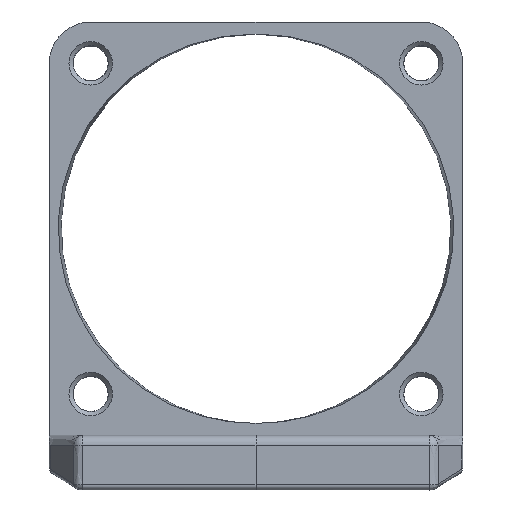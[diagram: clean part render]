
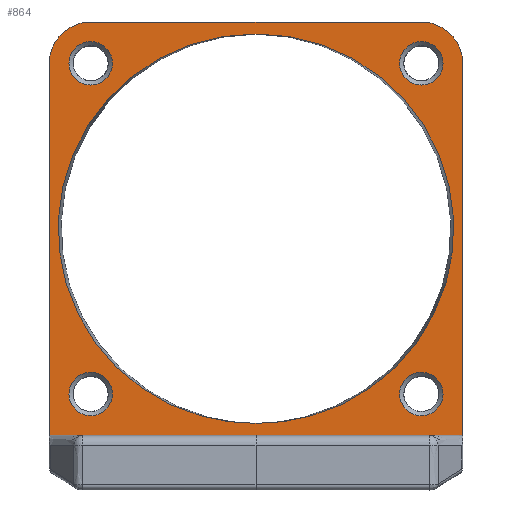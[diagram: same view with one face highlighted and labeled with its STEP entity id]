
A CAD part, front view. The second image highlights one B-rep face of the part: STEP entity #864.
In plain terms, the highlighted planar face has unit normal (0, -1, 0).
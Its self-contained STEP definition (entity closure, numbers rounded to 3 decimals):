
#43=FACE_BOUND('',#257,.T.);
#44=FACE_BOUND('',#258,.T.);
#45=FACE_BOUND('',#259,.T.);
#46=FACE_BOUND('',#260,.T.);
#47=FACE_BOUND('',#261,.T.);
#64=CIRCLE('',#926,2.1);
#65=CIRCLE('',#932,2.1);
#66=CIRCLE('',#934,4.);
#72=CIRCLE('',#949,4.);
#73=CIRCLE('',#950,2.1);
#74=CIRCLE('',#951,2.1);
#83=LINE('',#1452,#123);
#89=LINE('',#1643,#129);
#94=LINE('',#1669,#134);
#106=LINE('',#2030,#146);
#107=LINE('',#2035,#147);
#123=VECTOR('',#996,10.);
#129=VECTOR('',#1028,10.);
#134=VECTOR('',#1057,10.);
#146=VECTOR('',#1111,10.);
#147=VECTOR('',#1118,10.);
#163=PLANE('',#948);
#204=FACE_OUTER_BOUND('',#256,.T.);
#256=EDGE_LOOP('',(#753,#754,#755,#756,#757,#758,#759));
#257=EDGE_LOOP('',(#760,#761));
#258=EDGE_LOOP('',(#762));
#259=EDGE_LOOP('',(#763));
#260=EDGE_LOOP('',(#764));
#261=EDGE_LOOP('',(#765));
#277=ELLIPSE('',#920,19.008,18.835);
#281=ELLIPSE('',#947,19.008,18.835);
#361=VERTEX_POINT('',#1449);
#362=VERTEX_POINT('',#1451);
#374=VERTEX_POINT('',#1640);
#375=VERTEX_POINT('',#1642);
#380=VERTEX_POINT('',#1657);
#382=VERTEX_POINT('',#1660);
#384=VERTEX_POINT('',#1667);
#385=VERTEX_POINT('',#1671);
#396=VERTEX_POINT('',#1857);
#397=VERTEX_POINT('',#1861);
#405=VERTEX_POINT('',#2034);
#406=VERTEX_POINT('',#2037);
#407=VERTEX_POINT('',#2039);
#451=EDGE_CURVE('',#362,#361,#83,.T.);
#474=EDGE_CURVE('',#374,#375,#89,.T.);
#483=EDGE_CURVE('',#382,#380,#277,.T.);
#488=EDGE_CURVE('',#384,#374,#94,.T.);
#489=EDGE_CURVE('',#385,#385,#64,.T.);
#505=EDGE_CURVE('',#396,#396,#65,.T.);
#507=EDGE_CURVE('',#397,#384,#66,.T.);
#526=EDGE_CURVE('',#361,#375,#106,.T.);
#527=EDGE_CURVE('',#382,#380,#281,.T.);
#528=EDGE_CURVE('',#397,#405,#107,.T.);
#529=EDGE_CURVE('',#405,#362,#72,.T.);
#530=EDGE_CURVE('',#406,#406,#73,.T.);
#531=EDGE_CURVE('',#407,#407,#74,.T.);
#753=ORIENTED_EDGE('',*,*,#474,.F.);
#754=ORIENTED_EDGE('',*,*,#488,.F.);
#755=ORIENTED_EDGE('',*,*,#507,.F.);
#756=ORIENTED_EDGE('',*,*,#528,.T.);
#757=ORIENTED_EDGE('',*,*,#529,.T.);
#758=ORIENTED_EDGE('',*,*,#451,.T.);
#759=ORIENTED_EDGE('',*,*,#526,.T.);
#760=ORIENTED_EDGE('',*,*,#527,.F.);
#761=ORIENTED_EDGE('',*,*,#483,.T.);
#762=ORIENTED_EDGE('',*,*,#489,.F.);
#763=ORIENTED_EDGE('',*,*,#505,.F.);
#764=ORIENTED_EDGE('',*,*,#530,.T.);
#765=ORIENTED_EDGE('',*,*,#531,.T.);
#864=ADVANCED_FACE('',(#204,#43,#44,#45,#46,#47),#163,.T.);
#920=AXIS2_PLACEMENT_3D('',#1661,#1046,#1047);
#926=AXIS2_PLACEMENT_3D('',#1672,#1060,#1061);
#932=AXIS2_PLACEMENT_3D('',#1858,#1077,#1078);
#934=AXIS2_PLACEMENT_3D('',#1862,#1082,#1083);
#947=AXIS2_PLACEMENT_3D('',#2032,#1114,#1115);
#948=AXIS2_PLACEMENT_3D('',#2033,#1116,#1117);
#949=AXIS2_PLACEMENT_3D('',#2036,#1119,#1120);
#950=AXIS2_PLACEMENT_3D('',#2038,#1121,#1122);
#951=AXIS2_PLACEMENT_3D('',#2040,#1123,#1124);
#996=DIRECTION('',(0.,0.,-1.));
#1028=DIRECTION('',(-1.,0.,0.));
#1046=DIRECTION('center_axis',(0.,1.,0.));
#1047=DIRECTION('ref_axis',(-1.,0.,-0.02));
#1057=DIRECTION('',(0.,0.,-1.));
#1060=DIRECTION('center_axis',(0.,-1.,0.));
#1061=DIRECTION('ref_axis',(1.,0.,0.));
#1077=DIRECTION('center_axis',(0.,-1.,0.));
#1078=DIRECTION('ref_axis',(1.,0.,0.));
#1082=DIRECTION('center_axis',(0.,1.,0.));
#1083=DIRECTION('ref_axis',(1.,0.,0.));
#1111=DIRECTION('',(1.,0.,0.));
#1114=DIRECTION('center_axis',(0.,-1.,0.));
#1115=DIRECTION('ref_axis',(1.,0.,-0.02));
#1116=DIRECTION('center_axis',(0.,-1.,0.));
#1117=DIRECTION('ref_axis',(0.,0.,-1.));
#1118=DIRECTION('',(-1.,0.,0.));
#1119=DIRECTION('center_axis',(0.,-1.,0.));
#1120=DIRECTION('ref_axis',(-1.,0.,0.));
#1121=DIRECTION('center_axis',(0.,1.,0.));
#1122=DIRECTION('ref_axis',(-1.,0.,0.));
#1123=DIRECTION('center_axis',(0.,1.,0.));
#1124=DIRECTION('ref_axis',(-1.,0.,0.));
#1449=CARTESIAN_POINT('',(-11.476,-47.86,47.791));
#1451=CARTESIAN_POINT('',(-11.475,-47.86,83.791));
#1452=CARTESIAN_POINT('',(-11.476,-47.86,65.017));
#1640=CARTESIAN_POINT('',(28.525,-47.86,47.791));
#1642=CARTESIAN_POINT('',(8.525,-47.86,47.791));
#1643=CARTESIAN_POINT('',(7.382,-47.86,47.791));
#1657=CARTESIAN_POINT('',(8.525,-47.86,48.952));
#1660=CARTESIAN_POINT('',(8.525,-47.86,86.622));
#1661=CARTESIAN_POINT('Origin',(8.66,-47.86,67.787));
#1667=CARTESIAN_POINT('',(28.525,-47.86,83.791));
#1669=CARTESIAN_POINT('',(28.525,-47.86,65.017));
#1671=CARTESIAN_POINT('',(22.425,-47.86,51.791));
#1672=CARTESIAN_POINT('Origin',(24.525,-47.86,51.791));
#1857=CARTESIAN_POINT('',(22.424,-47.86,83.791));
#1858=CARTESIAN_POINT('Origin',(24.525,-47.86,83.791));
#1861=CARTESIAN_POINT('',(24.525,-47.86,87.791));
#1862=CARTESIAN_POINT('Origin',(24.525,-47.86,83.791));
#2030=CARTESIAN_POINT('',(9.667,-47.86,47.791));
#2032=CARTESIAN_POINT('Origin',(8.389,-47.86,67.787));
#2033=CARTESIAN_POINT('Origin',(8.525,-47.86,67.541));
#2034=CARTESIAN_POINT('',(-7.475,-47.86,87.791));
#2035=CARTESIAN_POINT('',(8.753,-47.86,87.791));
#2036=CARTESIAN_POINT('Origin',(-7.475,-47.86,83.791));
#2037=CARTESIAN_POINT('',(-5.375,-47.86,83.791));
#2038=CARTESIAN_POINT('Origin',(-7.475,-47.86,83.791));
#2039=CARTESIAN_POINT('',(-5.375,-47.86,51.791));
#2040=CARTESIAN_POINT('Origin',(-7.475,-47.86,51.791));
